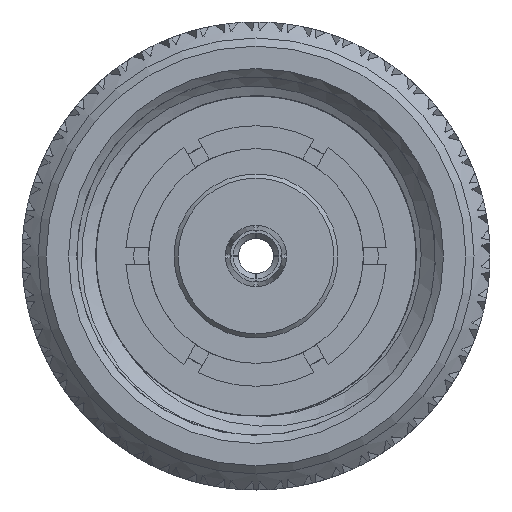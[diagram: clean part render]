
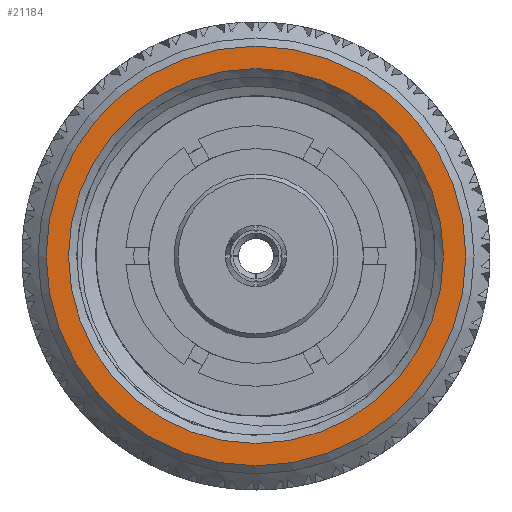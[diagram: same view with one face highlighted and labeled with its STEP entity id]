
A CAD part, left-side view. The second image highlights one B-rep face of the part: STEP entity #21184.
In plain terms, the highlighted planar face has unit normal (-1, 0, 0).
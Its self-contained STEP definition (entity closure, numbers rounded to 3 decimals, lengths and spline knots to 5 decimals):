
#7180 = DIRECTION ( 'NONE',  ( 1., 0., 0. ) ) ;
#8350 = ORIENTED_EDGE ( 'NONE', *, *, #100601, .T. ) ;
#8704 = DIRECTION ( 'NONE',  ( 0., 1., 0. ) ) ;
#13114 = CARTESIAN_POINT ( 'NONE',  ( 0., 0.256, 0. ) ) ;
#14692 = EDGE_LOOP ( 'NONE', ( #101220 ) ) ;
#15333 = CIRCLE ( 'NONE', #74777, 0.256 ) ;
#19106 = CARTESIAN_POINT ( 'NONE',  ( 0., 0.27, 0. ) ) ;
#21184 = ADVANCED_FACE ( 'NONE', ( #26536, #99855 ), #59003, .F. ) ;
#22638 = VERTEX_POINT ( 'NONE', #64624 ) ;
#26536 = FACE_BOUND ( 'NONE', #33604, .T. ) ;
#30576 = AXIS2_PLACEMENT_3D ( 'NONE', #19106, #68062, #100385 ) ;
#33400 = EDGE_CURVE ( 'NONE', #44486, #44486, #15333, .T. ) ;
#33604 = EDGE_LOOP ( 'NONE', ( #8350 ) ) ;
#39044 = CARTESIAN_POINT ( 'NONE',  ( 0., 0., 0. ) ) ;
#44486 = VERTEX_POINT ( 'NONE', #13114 ) ;
#59003 = PLANE ( 'NONE',  #30576 ) ;
#63892 = AXIS2_PLACEMENT_3D ( 'NONE', #39044, #7180, #89990 ) ;
#64624 = CARTESIAN_POINT ( 'NONE',  ( 0., 0.22875, 0. ) ) ;
#67338 = CIRCLE ( 'NONE', #63892, 0.22875 ) ;
#68062 = DIRECTION ( 'NONE',  ( 1., 0., 0. ) ) ;
#74777 = AXIS2_PLACEMENT_3D ( 'NONE', #98462, #83064, #8704 ) ;
#83064 = DIRECTION ( 'NONE',  ( -1., 0., 0. ) ) ;
#89990 = DIRECTION ( 'NONE',  ( 0., 1., 0. ) ) ;
#98462 = CARTESIAN_POINT ( 'NONE',  ( 0., 0., 0. ) ) ;
#99855 = FACE_OUTER_BOUND ( 'NONE', #14692, .T. ) ;
#100385 = DIRECTION ( 'NONE',  ( 0., 1., 0. ) ) ;
#100601 = EDGE_CURVE ( 'NONE', #22638, #22638, #67338, .T. ) ;
#101220 = ORIENTED_EDGE ( 'NONE', *, *, #33400, .T. ) ;
